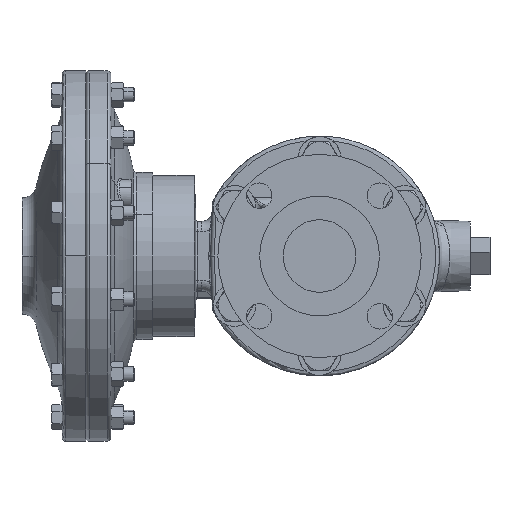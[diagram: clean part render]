
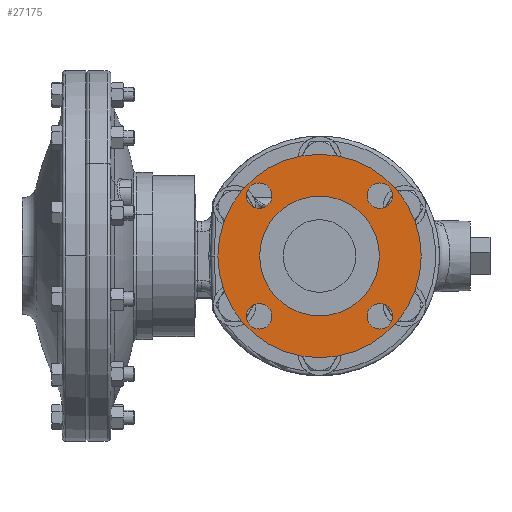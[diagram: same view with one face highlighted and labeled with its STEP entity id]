
A CAD part, left-side view. The second image highlights one B-rep face of the part: STEP entity #27175.
In plain terms, the highlighted planar face has unit normal (-1, 0, 0).
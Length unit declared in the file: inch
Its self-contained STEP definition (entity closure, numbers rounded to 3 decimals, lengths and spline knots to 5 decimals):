
#1095 = DIRECTION ( 'NONE',  ( 0., 0., 1. ) ) ;
#1314 = AXIS2_PLACEMENT_3D ( 'NONE', #3469, #23207, #6307 ) ;
#1440 = VERTEX_POINT ( 'NONE', #29825 ) ;
#1539 = CIRCLE ( 'NONE', #29527, 3.5 ) ;
#1863 = DIRECTION ( 'NONE',  ( -1., 0., 0. ) ) ;
#2091 = DIRECTION ( 'NONE',  ( -1., 0., 0. ) ) ;
#2253 = ORIENTED_EDGE ( 'NONE', *, *, #25353, .T. ) ;
#2580 = DIRECTION ( 'NONE',  ( 0., 0., 1. ) ) ;
#2588 = VERTEX_POINT ( 'NONE', #16769 ) ;
#2617 = EDGE_CURVE ( 'NONE', #21558, #30652, #1539, .T. ) ;
#2653 = CIRCLE ( 'NONE', #7631, 3.5 ) ;
#3361 = CIRCLE ( 'NONE', #1314, 2.06 ) ;
#3469 = CARTESIAN_POINT ( 'NONE',  ( -6.88, 0., 0. ) ) ;
#4200 = CIRCLE ( 'NONE', #14281, 0.4375 ) ;
#5235 = CARTESIAN_POINT ( 'NONE',  ( -6.88, 0., 0. ) ) ;
#5767 = ORIENTED_EDGE ( 'NONE', *, *, #21413, .F. ) ;
#6060 = VERTEX_POINT ( 'NONE', #9123 ) ;
#6187 = CARTESIAN_POINT ( 'NONE',  ( -6.88, 2.07713, -1.63963 ) ) ;
#6307 = DIRECTION ( 'NONE',  ( 0., 0., -1. ) ) ;
#6368 = FACE_OUTER_BOUND ( 'NONE', #31372, .T. ) ;
#6514 = DIRECTION ( 'NONE',  ( -1., 0., 0. ) ) ;
#6860 = EDGE_CURVE ( 'NONE', #32341, #18503, #35286, .T. ) ;
#7340 = VERTEX_POINT ( 'NONE', #11061 ) ;
#7631 = AXIS2_PLACEMENT_3D ( 'NONE', #5235, #24992, #8055 ) ;
#7640 = ORIENTED_EDGE ( 'NONE', *, *, #34488, .F. ) ;
#7879 = CIRCLE ( 'NONE', #26099, 0.4375 ) ;
#8055 = DIRECTION ( 'NONE',  ( 0., 0., -1. ) ) ;
#8096 = EDGE_CURVE ( 'NONE', #6060, #7340, #11322, .T. ) ;
#8389 = DIRECTION ( 'NONE',  ( -1., 0., 0. ) ) ;
#8419 = VERTEX_POINT ( 'NONE', #6187 ) ;
#8930 = AXIS2_PLACEMENT_3D ( 'NONE', #31851, #12189, #31975 ) ;
#9123 = CARTESIAN_POINT ( 'NONE',  ( -6.88, 0., 2.06 ) ) ;
#9537 = EDGE_CURVE ( 'NONE', #8419, #1440, #7879, .T. ) ;
#11022 = ORIENTED_EDGE ( 'NONE', *, *, #9537, .F. ) ;
#11061 = CARTESIAN_POINT ( 'NONE',  ( -6.88, 0., -2.06 ) ) ;
#11166 = AXIS2_PLACEMENT_3D ( 'NONE', #18988, #2091, #21832 ) ;
#11302 = EDGE_LOOP ( 'NONE', ( #2253, #15138 ) ) ;
#11322 = CIRCLE ( 'NONE', #33467, 2.06 ) ;
#11333 = CARTESIAN_POINT ( 'NONE',  ( -6.88, 0., 0. ) ) ;
#11375 = ORIENTED_EDGE ( 'NONE', *, *, #21016, .F. ) ;
#11517 = ORIENTED_EDGE ( 'NONE', *, *, #34427, .F. ) ;
#12189 = DIRECTION ( 'NONE',  ( -1., 0., 0. ) ) ;
#13625 = CARTESIAN_POINT ( 'NONE',  ( -6.88, -2.07713, -2.07713 ) ) ;
#13902 = FACE_BOUND ( 'NONE', #17038, .T. ) ;
#14057 = VERTEX_POINT ( 'NONE', #19859 ) ;
#14160 = DIRECTION ( 'NONE',  ( 0., 0., -1. ) ) ;
#14281 = AXIS2_PLACEMENT_3D ( 'NONE', #13625, #33431, #16458 ) ;
#14405 = EDGE_LOOP ( 'NONE', ( #11517, #11375 ) ) ;
#14440 = VERTEX_POINT ( 'NONE', #28045 ) ;
#14733 = FACE_BOUND ( 'NONE', #11302, .T. ) ;
#15138 = ORIENTED_EDGE ( 'NONE', *, *, #8096, .T. ) ;
#15150 = EDGE_CURVE ( 'NONE', #30652, #21558, #2653, .T. ) ;
#15410 = CARTESIAN_POINT ( 'NONE',  ( -6.88, -2.07713, -1.63963 ) ) ;
#15590 = DIRECTION ( 'NONE',  ( 1., 0., 0. ) ) ;
#16458 = DIRECTION ( 'NONE',  ( 0., 0., 1. ) ) ;
#16708 = DIRECTION ( 'NONE',  ( -1., 0., 0. ) ) ;
#16769 = CARTESIAN_POINT ( 'NONE',  ( -6.88, -2.07713, 2.51463 ) ) ;
#17038 = EDGE_LOOP ( 'NONE', ( #36221, #34198 ) ) ;
#17138 = ORIENTED_EDGE ( 'NONE', *, *, #15150, .F. ) ;
#17997 = DIRECTION ( 'NONE',  ( -1., 0., 0. ) ) ;
#18503 = VERTEX_POINT ( 'NONE', #24295 ) ;
#18675 = EDGE_LOOP ( 'NONE', ( #7640, #26878 ) ) ;
#18766 = CARTESIAN_POINT ( 'NONE',  ( -6.88, 2.07713, -2.07713 ) ) ;
#18905 = CARTESIAN_POINT ( 'NONE',  ( -6.88, 2.07713, 1.63963 ) ) ;
#18988 = CARTESIAN_POINT ( 'NONE',  ( -6.88, -2.07713, -2.07713 ) ) ;
#19479 = DIRECTION ( 'NONE',  ( -1., 0., 0. ) ) ;
#19859 = CARTESIAN_POINT ( 'NONE',  ( -6.88, -2.07713, -2.51463 ) ) ;
#19953 = AXIS2_PLACEMENT_3D ( 'NONE', #33679, #16708, #36518 ) ;
#21016 = EDGE_CURVE ( 'NONE', #14057, #34676, #22974, .T. ) ;
#21401 = FACE_BOUND ( 'NONE', #18675, .T. ) ;
#21413 = EDGE_CURVE ( 'NONE', #1440, #8419, #24327, .T. ) ;
#21558 = VERTEX_POINT ( 'NONE', #29221 ) ;
#21614 = DIRECTION ( 'NONE',  ( 0., 0., 1. ) ) ;
#21816 = AXIS2_PLACEMENT_3D ( 'NONE', #36443, #19479, #2580 ) ;
#21832 = DIRECTION ( 'NONE',  ( 0., 0., 1. ) ) ;
#22102 = ORIENTED_EDGE ( 'NONE', *, *, #2617, .F. ) ;
#22974 = CIRCLE ( 'NONE', #11166, 0.4375 ) ;
#23207 = DIRECTION ( 'NONE',  ( 1., 0., 0. ) ) ;
#23417 = CARTESIAN_POINT ( 'NONE',  ( -6.88, -2.07713, 2.07713 ) ) ;
#24295 = CARTESIAN_POINT ( 'NONE',  ( -6.88, 2.07713, 2.51463 ) ) ;
#24327 = CIRCLE ( 'NONE', #21816, 0.4375 ) ;
#24992 = DIRECTION ( 'NONE',  ( 1., 0., 0. ) ) ;
#25325 = CARTESIAN_POINT ( 'NONE',  ( -6.88, 2.07713, 2.07713 ) ) ;
#25353 = EDGE_CURVE ( 'NONE', #7340, #6060, #3361, .T. ) ;
#25851 = EDGE_CURVE ( 'NONE', #14440, #2588, #31228, .T. ) ;
#26099 = AXIS2_PLACEMENT_3D ( 'NONE', #18766, #1863, #21614 ) ;
#26288 = DIRECTION ( 'NONE',  ( 0., 0., 1. ) ) ;
#26878 = ORIENTED_EDGE ( 'NONE', *, *, #25851, .F. ) ;
#27175 = ADVANCED_FACE ( 'NONE', ( #36495, #28938, #21401, #13902, #14733, #6368 ), #29145, .T. ) ;
#27666 = CIRCLE ( 'NONE', #19953, 0.4375 ) ;
#28045 = CARTESIAN_POINT ( 'NONE',  ( -6.88, -2.07713, 1.63963 ) ) ;
#28178 = DIRECTION ( 'NONE',  ( 0., 0., 1. ) ) ;
#28551 = AXIS2_PLACEMENT_3D ( 'NONE', #34967, #17997, #1095 ) ;
#28671 = AXIS2_PLACEMENT_3D ( 'NONE', #25325, #8389, #28178 ) ;
#28938 = FACE_BOUND ( 'NONE', #14405, .T. ) ;
#29145 = PLANE ( 'NONE',  #8930 ) ;
#29221 = CARTESIAN_POINT ( 'NONE',  ( -6.88, 0., 3.5 ) ) ;
#29331 = CARTESIAN_POINT ( 'NONE',  ( -6.88, 0., -3.5 ) ) ;
#29527 = AXIS2_PLACEMENT_3D ( 'NONE', #11333, #31133, #14160 ) ;
#29825 = CARTESIAN_POINT ( 'NONE',  ( -6.88, 2.07713, -2.51463 ) ) ;
#30652 = VERTEX_POINT ( 'NONE', #29331 ) ;
#30959 = AXIS2_PLACEMENT_3D ( 'NONE', #23417, #6514, #26288 ) ;
#31133 = DIRECTION ( 'NONE',  ( 1., 0., 0. ) ) ;
#31137 = CIRCLE ( 'NONE', #28551, 0.4375 ) ;
#31228 = CIRCLE ( 'NONE', #30959, 0.4375 ) ;
#31372 = EDGE_LOOP ( 'NONE', ( #17138, #22102 ) ) ;
#31851 = CARTESIAN_POINT ( 'NONE',  ( -6.88, 2.06, 0. ) ) ;
#31975 = DIRECTION ( 'NONE',  ( 0., 0., 1. ) ) ;
#32341 = VERTEX_POINT ( 'NONE', #18905 ) ;
#32565 = CARTESIAN_POINT ( 'NONE',  ( -6.88, 0., 0. ) ) ;
#33431 = DIRECTION ( 'NONE',  ( -1., 0., 0. ) ) ;
#33467 = AXIS2_PLACEMENT_3D ( 'NONE', #32565, #15590, #35425 ) ;
#33679 = CARTESIAN_POINT ( 'NONE',  ( -6.88, -2.07713, 2.07713 ) ) ;
#34198 = ORIENTED_EDGE ( 'NONE', *, *, #6860, .F. ) ;
#34427 = EDGE_CURVE ( 'NONE', #34676, #14057, #4200, .T. ) ;
#34488 = EDGE_CURVE ( 'NONE', #2588, #14440, #27666, .T. ) ;
#34676 = VERTEX_POINT ( 'NONE', #15410 ) ;
#34967 = CARTESIAN_POINT ( 'NONE',  ( -6.88, 2.07713, 2.07713 ) ) ;
#35286 = CIRCLE ( 'NONE', #28671, 0.4375 ) ;
#35425 = DIRECTION ( 'NONE',  ( 0., 0., -1. ) ) ;
#35948 = EDGE_LOOP ( 'NONE', ( #11022, #5767 ) ) ;
#35975 = EDGE_CURVE ( 'NONE', #18503, #32341, #31137, .T. ) ;
#36221 = ORIENTED_EDGE ( 'NONE', *, *, #35975, .F. ) ;
#36443 = CARTESIAN_POINT ( 'NONE',  ( -6.88, 2.07713, -2.07713 ) ) ;
#36495 = FACE_BOUND ( 'NONE', #35948, .T. ) ;
#36518 = DIRECTION ( 'NONE',  ( 0., 0., 1. ) ) ;
